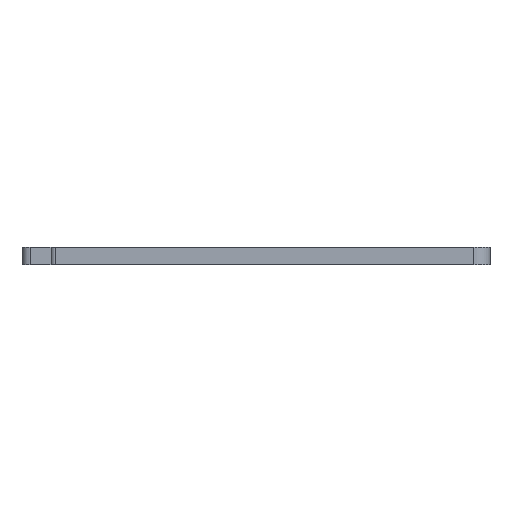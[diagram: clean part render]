
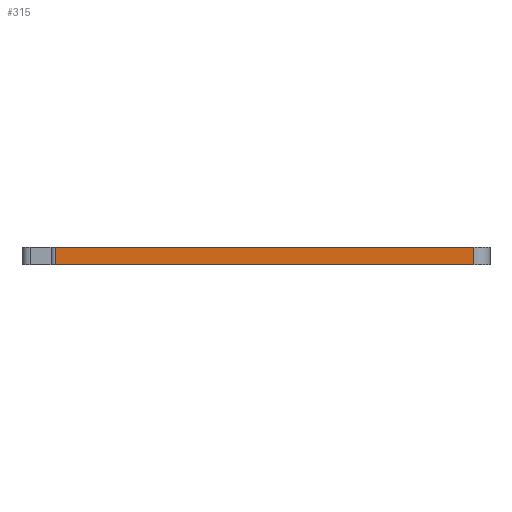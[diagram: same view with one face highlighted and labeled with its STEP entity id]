
A CAD part, front view. The second image highlights one B-rep face of the part: STEP entity #315.
In plain terms, the highlighted planar face has unit normal (0, -1, 0).
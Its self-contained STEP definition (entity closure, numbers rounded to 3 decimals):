
#315=ADVANCED_FACE('',(#371),#338,.F.);
#338=PLANE('',#983);
#371=FACE_OUTER_BOUND('',#405,.T.);
#405=EDGE_LOOP('',(#581,#582,#583,#584));
#581=ORIENTED_EDGE('',*,*,#779,.F.);
#582=ORIENTED_EDGE('',*,*,#780,.F.);
#583=ORIENTED_EDGE('',*,*,#781,.F.);
#584=ORIENTED_EDGE('',*,*,#689,.T.);
#625=VERTEX_POINT('',#1180);
#626=VERTEX_POINT('',#1181);
#686=VERTEX_POINT('',#1359);
#687=VERTEX_POINT('',#1363);
#689=EDGE_CURVE('',#625,#626,#785,.T.);
#779=EDGE_CURVE('',#686,#626,#852,.T.);
#780=EDGE_CURVE('',#687,#686,#853,.T.);
#781=EDGE_CURVE('',#625,#687,#854,.T.);
#785=LINE('',#1179,#857);
#852=LINE('',#1360,#924);
#853=LINE('',#1362,#925);
#854=LINE('',#1364,#926);
#857=VECTOR('',#990,1.);
#924=VECTOR('',#1161,1.);
#925=VECTOR('',#1164,1.);
#926=VECTOR('',#1165,1.);
#983=AXIS2_PLACEMENT_3D('',#1365,#1166,#1167);
#990=DIRECTION('',(-1.,0.,0.));
#1161=DIRECTION('',(0.,0.,1.));
#1164=DIRECTION('',(-1.,0.,0.));
#1165=DIRECTION('',(0.,0.,-1.));
#1166=DIRECTION('',(0.,1.,0.));
#1167=DIRECTION('',(1.,0.,0.));
#1179=CARTESIAN_POINT('',(66.123,19.199,6.));
#1180=CARTESIAN_POINT('',(68.372,19.199,6.));
#1181=CARTESIAN_POINT('',(16.472,19.199,6.));
#1359=CARTESIAN_POINT('',(16.472,19.199,3.8));
#1360=CARTESIAN_POINT('',(16.472,19.199,6.));
#1362=CARTESIAN_POINT('',(66.123,19.199,3.8));
#1363=CARTESIAN_POINT('',(68.372,19.199,3.8));
#1364=CARTESIAN_POINT('',(68.372,19.199,6.));
#1365=CARTESIAN_POINT('',(61.422,19.199,6.));
